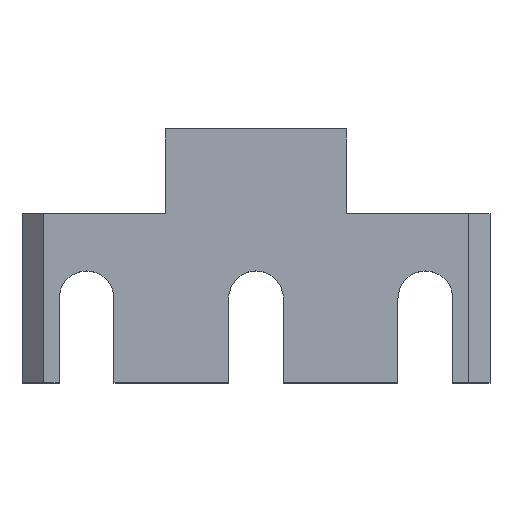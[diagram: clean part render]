
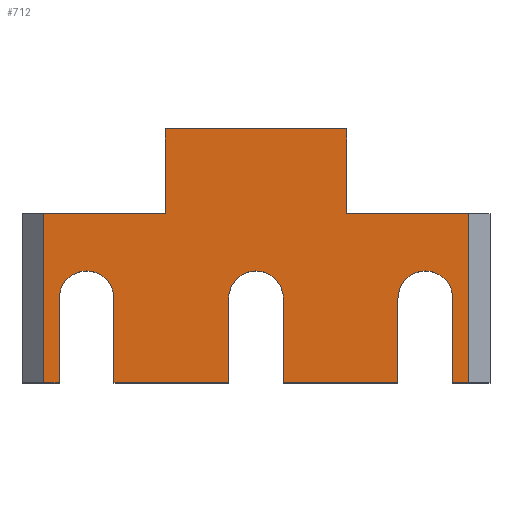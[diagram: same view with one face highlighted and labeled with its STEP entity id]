
A CAD part, top view. The second image highlights one B-rep face of the part: STEP entity #712.
In plain terms, the highlighted planar face has unit normal (0, 0, 1).
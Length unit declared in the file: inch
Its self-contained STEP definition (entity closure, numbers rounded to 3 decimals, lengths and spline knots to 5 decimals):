
#49=PLANE('',#770);
#85=FACE_OUTER_BOUND('',#127,.T.);
#127=EDGE_LOOP('',(#650,#651,#652,#653,#654,#655,#656,#657,#658,#659,#660,
#661,#662,#663,#664,#665,#666,#667,#668,#669));
#139=CIRCLE('',#756,0.08071);
#140=CIRCLE('',#761,0.08071);
#141=CIRCLE('',#766,0.08071);
#155=LINE('',#998,#239);
#177=LINE('',#1050,#261);
#184=LINE('',#1064,#268);
#199=LINE('',#1098,#283);
#200=LINE('',#1101,#284);
#203=LINE('',#1106,#287);
#204=LINE('',#1108,#288);
#205=LINE('',#1111,#289);
#208=LINE('',#1119,#292);
#210=LINE('',#1123,#294);
#212=LINE('',#1127,#296);
#215=LINE('',#1135,#299);
#217=LINE('',#1139,#301);
#219=LINE('',#1143,#303);
#222=LINE('',#1150,#306);
#223=LINE('',#1153,#307);
#225=LINE('',#1156,#309);
#239=VECTOR('',#806,0.53543);
#261=VECTOR('',#854,0.04724);
#268=VECTOR('',#863,0.04724);
#283=VECTOR('',#890,0.25);
#284=VECTOR('',#893,0.25);
#287=VECTOR('',#898,0.36024);
#288=VECTOR('',#901,0.5);
#289=VECTOR('',#904,0.25);
#292=VECTOR('',#913,0.25);
#294=VECTOR('',#917,0.33858);
#296=VECTOR('',#921,0.25);
#299=VECTOR('',#930,0.25);
#301=VECTOR('',#934,0.33858);
#303=VECTOR('',#938,0.25);
#306=VECTOR('',#947,0.25);
#307=VECTOR('',#950,0.5);
#309=VECTOR('',#954,0.36024);
#325=VERTEX_POINT('',#995);
#326=VERTEX_POINT('',#997);
#342=VERTEX_POINT('',#1047);
#343=VERTEX_POINT('',#1049);
#345=VERTEX_POINT('',#1055);
#349=VERTEX_POINT('',#1062);
#362=VERTEX_POINT('',#1096);
#363=VERTEX_POINT('',#1100);
#364=VERTEX_POINT('',#1104);
#365=VERTEX_POINT('',#1110);
#366=VERTEX_POINT('',#1114);
#367=VERTEX_POINT('',#1118);
#368=VERTEX_POINT('',#1122);
#369=VERTEX_POINT('',#1126);
#370=VERTEX_POINT('',#1130);
#371=VERTEX_POINT('',#1134);
#372=VERTEX_POINT('',#1138);
#373=VERTEX_POINT('',#1142);
#374=VERTEX_POINT('',#1146);
#375=VERTEX_POINT('',#1152);
#394=EDGE_CURVE('',#325,#326,#155,.F.);
#419=EDGE_CURVE('',#343,#342,#177,.T.);
#426=EDGE_CURVE('',#345,#349,#184,.T.);
#444=EDGE_CURVE('',#362,#325,#199,.T.);
#445=EDGE_CURVE('',#326,#363,#200,.F.);
#448=EDGE_CURVE('',#363,#364,#203,.F.);
#449=EDGE_CURVE('',#364,#342,#204,.F.);
#450=EDGE_CURVE('',#343,#365,#205,.T.);
#452=EDGE_CURVE('',#365,#366,#139,.F.);
#454=EDGE_CURVE('',#366,#367,#208,.F.);
#456=EDGE_CURVE('',#367,#368,#210,.T.);
#458=EDGE_CURVE('',#368,#369,#212,.T.);
#460=EDGE_CURVE('',#369,#370,#140,.F.);
#462=EDGE_CURVE('',#370,#371,#215,.F.);
#464=EDGE_CURVE('',#371,#372,#217,.T.);
#466=EDGE_CURVE('',#372,#373,#219,.T.);
#468=EDGE_CURVE('',#373,#374,#141,.F.);
#470=EDGE_CURVE('',#374,#349,#222,.F.);
#471=EDGE_CURVE('',#345,#375,#223,.T.);
#473=EDGE_CURVE('',#375,#362,#225,.F.);
#650=ORIENTED_EDGE('',*,*,#471,.F.);
#651=ORIENTED_EDGE('',*,*,#426,.T.);
#652=ORIENTED_EDGE('',*,*,#470,.F.);
#653=ORIENTED_EDGE('',*,*,#468,.F.);
#654=ORIENTED_EDGE('',*,*,#466,.F.);
#655=ORIENTED_EDGE('',*,*,#464,.F.);
#656=ORIENTED_EDGE('',*,*,#462,.F.);
#657=ORIENTED_EDGE('',*,*,#460,.F.);
#658=ORIENTED_EDGE('',*,*,#458,.F.);
#659=ORIENTED_EDGE('',*,*,#456,.F.);
#660=ORIENTED_EDGE('',*,*,#454,.F.);
#661=ORIENTED_EDGE('',*,*,#452,.F.);
#662=ORIENTED_EDGE('',*,*,#450,.F.);
#663=ORIENTED_EDGE('',*,*,#419,.T.);
#664=ORIENTED_EDGE('',*,*,#449,.F.);
#665=ORIENTED_EDGE('',*,*,#448,.F.);
#666=ORIENTED_EDGE('',*,*,#445,.F.);
#667=ORIENTED_EDGE('',*,*,#394,.F.);
#668=ORIENTED_EDGE('',*,*,#444,.F.);
#669=ORIENTED_EDGE('',*,*,#473,.F.);
#712=ADVANCED_FACE('',(#85),#49,.F.);
#756=AXIS2_PLACEMENT_3D('',#1115,#908,#909);
#761=AXIS2_PLACEMENT_3D('',#1131,#925,#926);
#766=AXIS2_PLACEMENT_3D('',#1147,#942,#943);
#770=AXIS2_PLACEMENT_3D('',#1157,#955,#956);
#806=DIRECTION('',(-1.,0.,0.));
#854=DIRECTION('',(1.,0.,0.));
#863=DIRECTION('',(1.,0.,0.));
#890=DIRECTION('',(0.,1.,0.));
#893=DIRECTION('',(0.,1.,0.));
#898=DIRECTION('',(-1.,0.,0.));
#901=DIRECTION('',(0.,1.,0.));
#904=DIRECTION('',(0.,1.,0.));
#908=DIRECTION('center_axis',(0.,0.,-1.));
#909=DIRECTION('ref_axis',(-1.,0.,0.));
#913=DIRECTION('',(0.,1.,0.));
#917=DIRECTION('',(-1.,0.,0.));
#921=DIRECTION('',(0.,1.,0.));
#925=DIRECTION('center_axis',(0.,0.,-1.));
#926=DIRECTION('ref_axis',(-1.,0.,0.));
#930=DIRECTION('',(0.,1.,0.));
#934=DIRECTION('',(-1.,0.,0.));
#938=DIRECTION('',(0.,1.,0.));
#942=DIRECTION('center_axis',(0.,0.,-1.));
#943=DIRECTION('ref_axis',(-1.,0.,0.));
#947=DIRECTION('',(0.,1.,0.));
#950=DIRECTION('',(0.,1.,0.));
#954=DIRECTION('',(-1.,0.,0.));
#955=DIRECTION('center_axis',(0.,0.,-1.));
#956=DIRECTION('ref_axis',(-1.,0.,0.));
#995=CARTESIAN_POINT('',(0.42323,0.75,0.25));
#997=CARTESIAN_POINT('',(0.95866,0.75,0.25));
#998=CARTESIAN_POINT('',(0.95866,0.75,0.25));
#1047=CARTESIAN_POINT('',(1.3189,0.,0.25));
#1049=CARTESIAN_POINT('',(1.27165,0.,0.25));
#1050=CARTESIAN_POINT('',(1.27165,0.,0.25));
#1055=CARTESIAN_POINT('',(0.06299,0.,0.25));
#1062=CARTESIAN_POINT('',(0.11024,0.,0.25));
#1064=CARTESIAN_POINT('',(0.06299,0.,0.25));
#1096=CARTESIAN_POINT('',(0.42323,0.5,0.25));
#1098=CARTESIAN_POINT('',(0.42323,0.5,0.25));
#1100=CARTESIAN_POINT('',(0.95866,0.5,0.25));
#1101=CARTESIAN_POINT('',(0.95866,0.5,0.25));
#1104=CARTESIAN_POINT('',(1.3189,0.5,0.25));
#1106=CARTESIAN_POINT('',(1.3189,0.5,0.25));
#1108=CARTESIAN_POINT('',(1.3189,0.,0.25));
#1110=CARTESIAN_POINT('',(1.27165,0.25,0.25));
#1111=CARTESIAN_POINT('',(1.27165,0.,0.25));
#1114=CARTESIAN_POINT('',(1.11024,0.25,0.25));
#1115=CARTESIAN_POINT('Origin',(1.19094,0.25,0.25));
#1118=CARTESIAN_POINT('',(1.11024,0.,0.25));
#1119=CARTESIAN_POINT('',(1.11024,0.,0.25));
#1122=CARTESIAN_POINT('',(0.77165,0.,0.25));
#1123=CARTESIAN_POINT('',(1.11024,0.,0.25));
#1126=CARTESIAN_POINT('',(0.77165,0.25,0.25));
#1127=CARTESIAN_POINT('',(0.77165,0.,0.25));
#1130=CARTESIAN_POINT('',(0.61024,0.25,0.25));
#1131=CARTESIAN_POINT('Origin',(0.69094,0.25,0.25));
#1134=CARTESIAN_POINT('',(0.61024,0.,0.25));
#1135=CARTESIAN_POINT('',(0.61024,0.,0.25));
#1138=CARTESIAN_POINT('',(0.27165,0.,0.25));
#1139=CARTESIAN_POINT('',(0.61024,0.,0.25));
#1142=CARTESIAN_POINT('',(0.27165,0.25,0.25));
#1143=CARTESIAN_POINT('',(0.27165,0.,0.25));
#1146=CARTESIAN_POINT('',(0.11024,0.25,0.25));
#1147=CARTESIAN_POINT('Origin',(0.19094,0.25,0.25));
#1150=CARTESIAN_POINT('',(0.11024,0.,0.25));
#1152=CARTESIAN_POINT('',(0.06299,0.5,0.25));
#1153=CARTESIAN_POINT('',(0.06299,0.,0.25));
#1156=CARTESIAN_POINT('',(0.42323,0.5,0.25));
#1157=CARTESIAN_POINT('Origin',(0.,0.,0.25));
